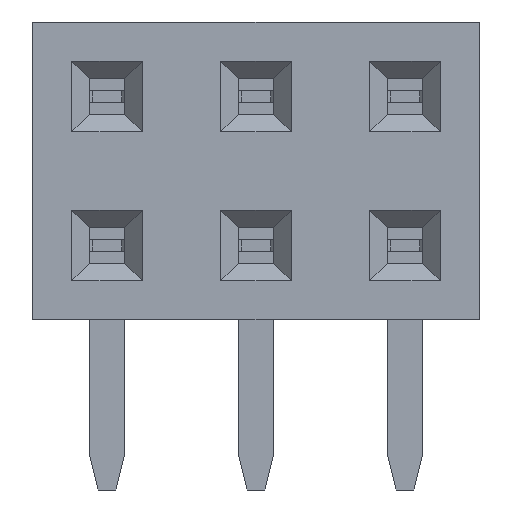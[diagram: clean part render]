
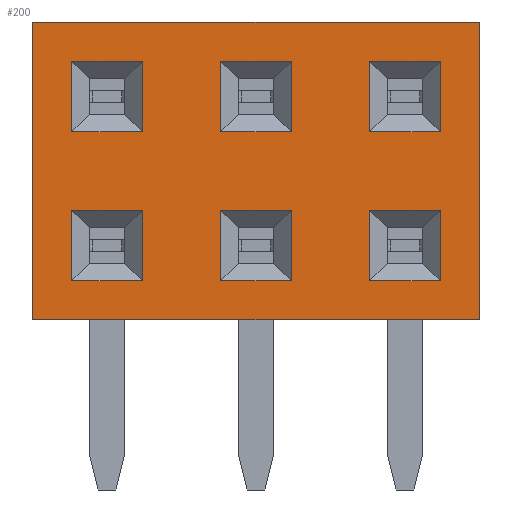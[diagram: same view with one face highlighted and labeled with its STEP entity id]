
A CAD part, left-side view. The second image highlights one B-rep face of the part: STEP entity #200.
In plain terms, the highlighted planar face has unit normal (-1, 0, 0).
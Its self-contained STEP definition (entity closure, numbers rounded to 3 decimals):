
#24 = VERTEX_POINT('',#25);
#25 = CARTESIAN_POINT('',(-12.57,-6.35,5.08));
#31 = EDGE_CURVE('',#24,#32,#34,.T.);
#32 = VERTEX_POINT('',#33);
#33 = CARTESIAN_POINT('',(-12.57,1.27,5.08));
#34 = LINE('',#35,#36);
#35 = CARTESIAN_POINT('',(-12.57,-6.35,5.08));
#36 = VECTOR('',#37,1.);
#37 = DIRECTION('',(0.,1.,0.));
#72 = VERTEX_POINT('',#73);
#73 = CARTESIAN_POINT('',(-12.57,-6.35,0.));
#79 = EDGE_CURVE('',#72,#24,#80,.T.);
#80 = LINE('',#81,#82);
#81 = CARTESIAN_POINT('',(-12.57,-6.35,0.));
#82 = VECTOR('',#83,1.);
#83 = DIRECTION('',(0.,0.,1.));
#133 = EDGE_CURVE('',#32,#134,#136,.T.);
#134 = VERTEX_POINT('',#135);
#135 = CARTESIAN_POINT('',(-12.57,1.27,0.));
#136 = LINE('',#137,#138);
#137 = CARTESIAN_POINT('',(-12.57,1.27,5.08));
#138 = VECTOR('',#139,1.);
#139 = DIRECTION('',(0.,0.,-1.));
#200 = ADVANCED_FACE('',(#201,#212,#246,#280,#314,#348,#382),#416,.F.);
#201 = FACE_BOUND('',#202,.F.);
#202 = EDGE_LOOP('',(#203,#204,#205,#211));
#203 = ORIENTED_EDGE('',*,*,#31,.F.);
#204 = ORIENTED_EDGE('',*,*,#79,.F.);
#205 = ORIENTED_EDGE('',*,*,#206,.F.);
#206 = EDGE_CURVE('',#134,#72,#207,.T.);
#207 = LINE('',#208,#209);
#208 = CARTESIAN_POINT('',(-12.57,1.27,0.));
#209 = VECTOR('',#210,1.);
#210 = DIRECTION('',(0.,-1.,0.));
#211 = ORIENTED_EDGE('',*,*,#133,.F.);
#212 = FACE_BOUND('',#213,.F.);
#213 = EDGE_LOOP('',(#214,#224,#232,#240));
#214 = ORIENTED_EDGE('',*,*,#215,.T.);
#215 = EDGE_CURVE('',#216,#218,#220,.T.);
#216 = VERTEX_POINT('',#217);
#217 = CARTESIAN_POINT('',(-12.57,-5.68,0.67));
#218 = VERTEX_POINT('',#219);
#219 = CARTESIAN_POINT('',(-12.57,-5.68,1.87));
#220 = LINE('',#221,#222);
#221 = CARTESIAN_POINT('',(-12.57,-5.68,0.67));
#222 = VECTOR('',#223,1.);
#223 = DIRECTION('',(0.,0.,1.));
#224 = ORIENTED_EDGE('',*,*,#225,.T.);
#225 = EDGE_CURVE('',#218,#226,#228,.T.);
#226 = VERTEX_POINT('',#227);
#227 = CARTESIAN_POINT('',(-12.57,-4.48,1.87));
#228 = LINE('',#229,#230);
#229 = CARTESIAN_POINT('',(-12.57,-5.68,1.87));
#230 = VECTOR('',#231,1.);
#231 = DIRECTION('',(0.,1.,0.));
#232 = ORIENTED_EDGE('',*,*,#233,.T.);
#233 = EDGE_CURVE('',#226,#234,#236,.T.);
#234 = VERTEX_POINT('',#235);
#235 = CARTESIAN_POINT('',(-12.57,-4.48,0.67));
#236 = LINE('',#237,#238);
#237 = CARTESIAN_POINT('',(-12.57,-4.48,1.87));
#238 = VECTOR('',#239,1.);
#239 = DIRECTION('',(0.,0.,-1.));
#240 = ORIENTED_EDGE('',*,*,#241,.T.);
#241 = EDGE_CURVE('',#234,#216,#242,.T.);
#242 = LINE('',#243,#244);
#243 = CARTESIAN_POINT('',(-12.57,-4.48,0.67));
#244 = VECTOR('',#245,1.);
#245 = DIRECTION('',(0.,-1.,0.));
#246 = FACE_BOUND('',#247,.F.);
#247 = EDGE_LOOP('',(#248,#258,#266,#274));
#248 = ORIENTED_EDGE('',*,*,#249,.T.);
#249 = EDGE_CURVE('',#250,#252,#254,.T.);
#250 = VERTEX_POINT('',#251);
#251 = CARTESIAN_POINT('',(-12.57,-3.14,1.87));
#252 = VERTEX_POINT('',#253);
#253 = CARTESIAN_POINT('',(-12.57,-1.94,1.87));
#254 = LINE('',#255,#256);
#255 = CARTESIAN_POINT('',(-12.57,-3.14,1.87));
#256 = VECTOR('',#257,1.);
#257 = DIRECTION('',(0.,1.,0.));
#258 = ORIENTED_EDGE('',*,*,#259,.T.);
#259 = EDGE_CURVE('',#252,#260,#262,.T.);
#260 = VERTEX_POINT('',#261);
#261 = CARTESIAN_POINT('',(-12.57,-1.94,0.67));
#262 = LINE('',#263,#264);
#263 = CARTESIAN_POINT('',(-12.57,-1.94,1.87));
#264 = VECTOR('',#265,1.);
#265 = DIRECTION('',(0.,0.,-1.));
#266 = ORIENTED_EDGE('',*,*,#267,.T.);
#267 = EDGE_CURVE('',#260,#268,#270,.T.);
#268 = VERTEX_POINT('',#269);
#269 = CARTESIAN_POINT('',(-12.57,-3.14,0.67));
#270 = LINE('',#271,#272);
#271 = CARTESIAN_POINT('',(-12.57,-1.94,0.67));
#272 = VECTOR('',#273,1.);
#273 = DIRECTION('',(0.,-1.,0.));
#274 = ORIENTED_EDGE('',*,*,#275,.T.);
#275 = EDGE_CURVE('',#268,#250,#276,.T.);
#276 = LINE('',#277,#278);
#277 = CARTESIAN_POINT('',(-12.57,-3.14,0.67));
#278 = VECTOR('',#279,1.);
#279 = DIRECTION('',(0.,0.,1.));
#280 = FACE_BOUND('',#281,.F.);
#281 = EDGE_LOOP('',(#282,#292,#300,#308));
#282 = ORIENTED_EDGE('',*,*,#283,.T.);
#283 = EDGE_CURVE('',#284,#286,#288,.T.);
#284 = VERTEX_POINT('',#285);
#285 = CARTESIAN_POINT('',(-12.57,-3.14,3.21));
#286 = VERTEX_POINT('',#287);
#287 = CARTESIAN_POINT('',(-12.57,-3.14,4.41));
#288 = LINE('',#289,#290);
#289 = CARTESIAN_POINT('',(-12.57,-3.14,3.21));
#290 = VECTOR('',#291,1.);
#291 = DIRECTION('',(0.,0.,1.));
#292 = ORIENTED_EDGE('',*,*,#293,.T.);
#293 = EDGE_CURVE('',#286,#294,#296,.T.);
#294 = VERTEX_POINT('',#295);
#295 = CARTESIAN_POINT('',(-12.57,-1.94,4.41));
#296 = LINE('',#297,#298);
#297 = CARTESIAN_POINT('',(-12.57,-3.14,4.41));
#298 = VECTOR('',#299,1.);
#299 = DIRECTION('',(0.,1.,0.));
#300 = ORIENTED_EDGE('',*,*,#301,.T.);
#301 = EDGE_CURVE('',#294,#302,#304,.T.);
#302 = VERTEX_POINT('',#303);
#303 = CARTESIAN_POINT('',(-12.57,-1.94,3.21));
#304 = LINE('',#305,#306);
#305 = CARTESIAN_POINT('',(-12.57,-1.94,4.41));
#306 = VECTOR('',#307,1.);
#307 = DIRECTION('',(0.,0.,-1.));
#308 = ORIENTED_EDGE('',*,*,#309,.T.);
#309 = EDGE_CURVE('',#302,#284,#310,.T.);
#310 = LINE('',#311,#312);
#311 = CARTESIAN_POINT('',(-12.57,-1.94,3.21));
#312 = VECTOR('',#313,1.);
#313 = DIRECTION('',(0.,-1.,0.));
#314 = FACE_BOUND('',#315,.F.);
#315 = EDGE_LOOP('',(#316,#326,#334,#342));
#316 = ORIENTED_EDGE('',*,*,#317,.T.);
#317 = EDGE_CURVE('',#318,#320,#322,.T.);
#318 = VERTEX_POINT('',#319);
#319 = CARTESIAN_POINT('',(-12.57,-4.48,3.21));
#320 = VERTEX_POINT('',#321);
#321 = CARTESIAN_POINT('',(-12.57,-5.68,3.21));
#322 = LINE('',#323,#324);
#323 = CARTESIAN_POINT('',(-12.57,-4.48,3.21));
#324 = VECTOR('',#325,1.);
#325 = DIRECTION('',(0.,-1.,0.));
#326 = ORIENTED_EDGE('',*,*,#327,.T.);
#327 = EDGE_CURVE('',#320,#328,#330,.T.);
#328 = VERTEX_POINT('',#329);
#329 = CARTESIAN_POINT('',(-12.57,-5.68,4.41));
#330 = LINE('',#331,#332);
#331 = CARTESIAN_POINT('',(-12.57,-5.68,3.21));
#332 = VECTOR('',#333,1.);
#333 = DIRECTION('',(0.,0.,1.));
#334 = ORIENTED_EDGE('',*,*,#335,.T.);
#335 = EDGE_CURVE('',#328,#336,#338,.T.);
#336 = VERTEX_POINT('',#337);
#337 = CARTESIAN_POINT('',(-12.57,-4.48,4.41));
#338 = LINE('',#339,#340);
#339 = CARTESIAN_POINT('',(-12.57,-5.68,4.41));
#340 = VECTOR('',#341,1.);
#341 = DIRECTION('',(0.,1.,0.));
#342 = ORIENTED_EDGE('',*,*,#343,.T.);
#343 = EDGE_CURVE('',#336,#318,#344,.T.);
#344 = LINE('',#345,#346);
#345 = CARTESIAN_POINT('',(-12.57,-4.48,4.41));
#346 = VECTOR('',#347,1.);
#347 = DIRECTION('',(0.,0.,-1.));
#348 = FACE_BOUND('',#349,.F.);
#349 = EDGE_LOOP('',(#350,#360,#368,#376));
#350 = ORIENTED_EDGE('',*,*,#351,.T.);
#351 = EDGE_CURVE('',#352,#354,#356,.T.);
#352 = VERTEX_POINT('',#353);
#353 = CARTESIAN_POINT('',(-12.57,-0.6,1.87));
#354 = VERTEX_POINT('',#355);
#355 = CARTESIAN_POINT('',(-12.57,0.6,1.87));
#356 = LINE('',#357,#358);
#357 = CARTESIAN_POINT('',(-12.57,-0.6,1.87));
#358 = VECTOR('',#359,1.);
#359 = DIRECTION('',(0.,1.,0.));
#360 = ORIENTED_EDGE('',*,*,#361,.T.);
#361 = EDGE_CURVE('',#354,#362,#364,.T.);
#362 = VERTEX_POINT('',#363);
#363 = CARTESIAN_POINT('',(-12.57,0.6,0.67));
#364 = LINE('',#365,#366);
#365 = CARTESIAN_POINT('',(-12.57,0.6,1.87));
#366 = VECTOR('',#367,1.);
#367 = DIRECTION('',(0.,0.,-1.));
#368 = ORIENTED_EDGE('',*,*,#369,.T.);
#369 = EDGE_CURVE('',#362,#370,#372,.T.);
#370 = VERTEX_POINT('',#371);
#371 = CARTESIAN_POINT('',(-12.57,-0.6,0.67));
#372 = LINE('',#373,#374);
#373 = CARTESIAN_POINT('',(-12.57,0.6,0.67));
#374 = VECTOR('',#375,1.);
#375 = DIRECTION('',(0.,-1.,0.));
#376 = ORIENTED_EDGE('',*,*,#377,.T.);
#377 = EDGE_CURVE('',#370,#352,#378,.T.);
#378 = LINE('',#379,#380);
#379 = CARTESIAN_POINT('',(-12.57,-0.6,0.67));
#380 = VECTOR('',#381,1.);
#381 = DIRECTION('',(0.,0.,1.));
#382 = FACE_BOUND('',#383,.F.);
#383 = EDGE_LOOP('',(#384,#394,#402,#410));
#384 = ORIENTED_EDGE('',*,*,#385,.T.);
#385 = EDGE_CURVE('',#386,#388,#390,.T.);
#386 = VERTEX_POINT('',#387);
#387 = CARTESIAN_POINT('',(-12.57,0.6,4.41));
#388 = VERTEX_POINT('',#389);
#389 = CARTESIAN_POINT('',(-12.57,0.6,3.21));
#390 = LINE('',#391,#392);
#391 = CARTESIAN_POINT('',(-12.57,0.6,4.41));
#392 = VECTOR('',#393,1.);
#393 = DIRECTION('',(0.,0.,-1.));
#394 = ORIENTED_EDGE('',*,*,#395,.T.);
#395 = EDGE_CURVE('',#388,#396,#398,.T.);
#396 = VERTEX_POINT('',#397);
#397 = CARTESIAN_POINT('',(-12.57,-0.6,3.21));
#398 = LINE('',#399,#400);
#399 = CARTESIAN_POINT('',(-12.57,0.6,3.21));
#400 = VECTOR('',#401,1.);
#401 = DIRECTION('',(0.,-1.,0.));
#402 = ORIENTED_EDGE('',*,*,#403,.T.);
#403 = EDGE_CURVE('',#396,#404,#406,.T.);
#404 = VERTEX_POINT('',#405);
#405 = CARTESIAN_POINT('',(-12.57,-0.6,4.41));
#406 = LINE('',#407,#408);
#407 = CARTESIAN_POINT('',(-12.57,-0.6,3.21));
#408 = VECTOR('',#409,1.);
#409 = DIRECTION('',(0.,0.,1.));
#410 = ORIENTED_EDGE('',*,*,#411,.T.);
#411 = EDGE_CURVE('',#404,#386,#412,.T.);
#412 = LINE('',#413,#414);
#413 = CARTESIAN_POINT('',(-12.57,-0.6,4.41));
#414 = VECTOR('',#415,1.);
#415 = DIRECTION('',(0.,1.,0.));
#416 = PLANE('',#417);
#417 = AXIS2_PLACEMENT_3D('',#418,#419,#420);
#418 = CARTESIAN_POINT('',(-12.57,-6.35,5.08));
#419 = DIRECTION('',(1.,0.,0.));
#420 = DIRECTION('',(0.,-1.,0.));
